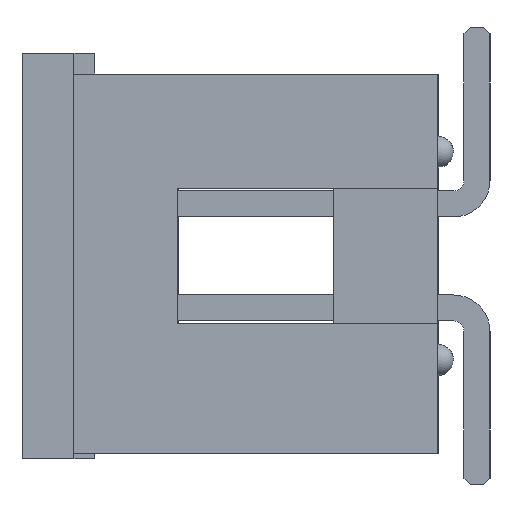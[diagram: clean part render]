
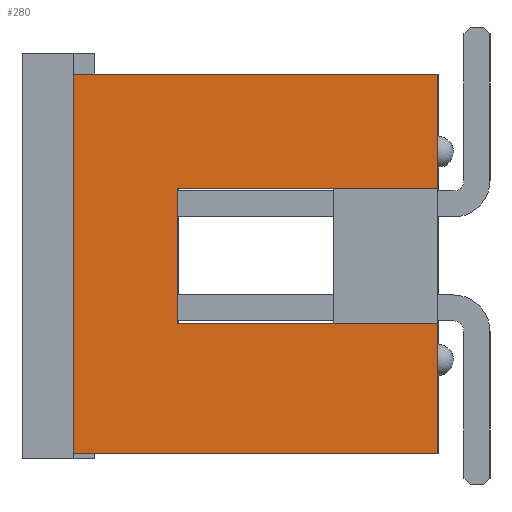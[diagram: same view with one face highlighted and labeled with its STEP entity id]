
A CAD part, left-side view. The second image highlights one B-rep face of the part: STEP entity #280.
In plain terms, the highlighted planar face has unit normal (-1, 0, 0).
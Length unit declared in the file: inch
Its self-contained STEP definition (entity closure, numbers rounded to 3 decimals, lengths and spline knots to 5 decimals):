
#280 = ADVANCED_FACE( '', ( #617 ), #618, .F. );
#617 = FACE_OUTER_BOUND( '', #1214, .T. );
#618 = PLANE( '', #1215 );
#1214 = EDGE_LOOP( '', ( #2064, #2065, #2066, #2067, #2068, #2069, #2070, #2071 ) );
#1215 = AXIS2_PLACEMENT_3D( '', #2072, #2073, #2074 );
#2064 = ORIENTED_EDGE( '', *, *, #4437, .F. );
#2065 = ORIENTED_EDGE( '', *, *, #4420, .F. );
#2066 = ORIENTED_EDGE( '', *, *, #4430, .F. );
#2067 = ORIENTED_EDGE( '', *, *, #4368, .F. );
#2068 = ORIENTED_EDGE( '', *, *, #4413, .T. );
#2069 = ORIENTED_EDGE( '', *, *, #4373, .T. );
#2070 = ORIENTED_EDGE( '', *, *, #4429, .F. );
#2071 = ORIENTED_EDGE( '', *, *, #4439, .F. );
#2072 = CARTESIAN_POINT( '', ( -0.5, 0., 0. ) );
#2073 = DIRECTION( '', ( 1., 0., 0. ) );
#2074 = DIRECTION( '', ( 0., 0., -1. ) );
#4368 = EDGE_CURVE( '', #5260, #5253, #5262, .T. );
#4373 = EDGE_CURVE( '', #5270, #5268, #5271, .T. );
#4413 = EDGE_CURVE( '', #5260, #5270, #5333, .T. );
#4420 = EDGE_CURVE( '', #5341, #5343, #5344, .T. );
#4429 = EDGE_CURVE( '', #5357, #5268, #5359, .T. );
#4430 = EDGE_CURVE( '', #5253, #5341, #5360, .T. );
#4437 = EDGE_CURVE( '', #5343, #5361, #5371, .T. );
#4439 = EDGE_CURVE( '', #5361, #5357, #5373, .T. );
#5253 = VERTEX_POINT( '', #6713 );
#5260 = VERTEX_POINT( '', #6723 );
#5262 = LINE( '', #6726, #6727 );
#5268 = VERTEX_POINT( '', #6736 );
#5270 = VERTEX_POINT( '', #6739 );
#5271 = LINE( '', #6740, #6741 );
#5333 = LINE( '', #6842, #6843 );
#5341 = VERTEX_POINT( '', #6856 );
#5343 = VERTEX_POINT( '', #6859 );
#5344 = LINE( '', #6860, #6861 );
#5357 = VERTEX_POINT( '', #6877 );
#5359 = LINE( '', #6880, #6881 );
#5360 = LINE( '', #6882, #6883 );
#5361 = VERTEX_POINT( '', #6884 );
#5371 = LINE( '', #6900, #6901 );
#5373 = LINE( '', #6904, #6905 );
#6713 = CARTESIAN_POINT( '', ( -0.5, 0., -0.065 ) );
#6723 = CARTESIAN_POINT( '', ( -0.5, 0.25, -0.065 ) );
#6726 = CARTESIAN_POINT( '', ( -0.5, 0.25, -0.065 ) );
#6727 = VECTOR( '', #8852, 39.37008 );
#6736 = CARTESIAN_POINT( '', ( -0.5, 0., 0.065 ) );
#6739 = CARTESIAN_POINT( '', ( -0.5, 0.25, 0.065 ) );
#6740 = CARTESIAN_POINT( '', ( -0.5, 0.25, 0.065 ) );
#6741 = VECTOR( '', #8857, 39.37008 );
#6842 = CARTESIAN_POINT( '', ( -0.5, 0.25, 0. ) );
#6843 = VECTOR( '', #8897, 39.37008 );
#6856 = CARTESIAN_POINT( '', ( -0.5, 0., -0.19 ) );
#6859 = CARTESIAN_POINT( '', ( -0.5, 0.35, -0.19 ) );
#6860 = CARTESIAN_POINT( '', ( -0.5, 0., -0.19 ) );
#6861 = VECTOR( '', #8904, 39.37008 );
#6877 = CARTESIAN_POINT( '', ( -0.5, 0., 0.175 ) );
#6880 = CARTESIAN_POINT( '', ( -0.5, 0., 0.175 ) );
#6881 = VECTOR( '', #8921, 39.37008 );
#6882 = CARTESIAN_POINT( '', ( -0.5, 0., 0.175 ) );
#6883 = VECTOR( '', #8922, 39.37008 );
#6884 = CARTESIAN_POINT( '', ( -0.5, 0.35, 0.175 ) );
#6900 = CARTESIAN_POINT( '', ( -0.5, 0.35, -0.19 ) );
#6901 = VECTOR( '', #8929, 39.37008 );
#6904 = CARTESIAN_POINT( '', ( -0.5, 0.35, 0.175 ) );
#6905 = VECTOR( '', #8931, 39.37008 );
#8852 = DIRECTION( '', ( 0., -1., 0. ) );
#8857 = DIRECTION( '', ( 0., -1., 0. ) );
#8897 = DIRECTION( '', ( 0., 0., 1. ) );
#8904 = DIRECTION( '', ( 0., 1., 0. ) );
#8921 = DIRECTION( '', ( 0., 0., -1. ) );
#8922 = DIRECTION( '', ( 0., 0., -1. ) );
#8929 = DIRECTION( '', ( 0., 0., 1. ) );
#8931 = DIRECTION( '', ( 0., -1., 0. ) );
